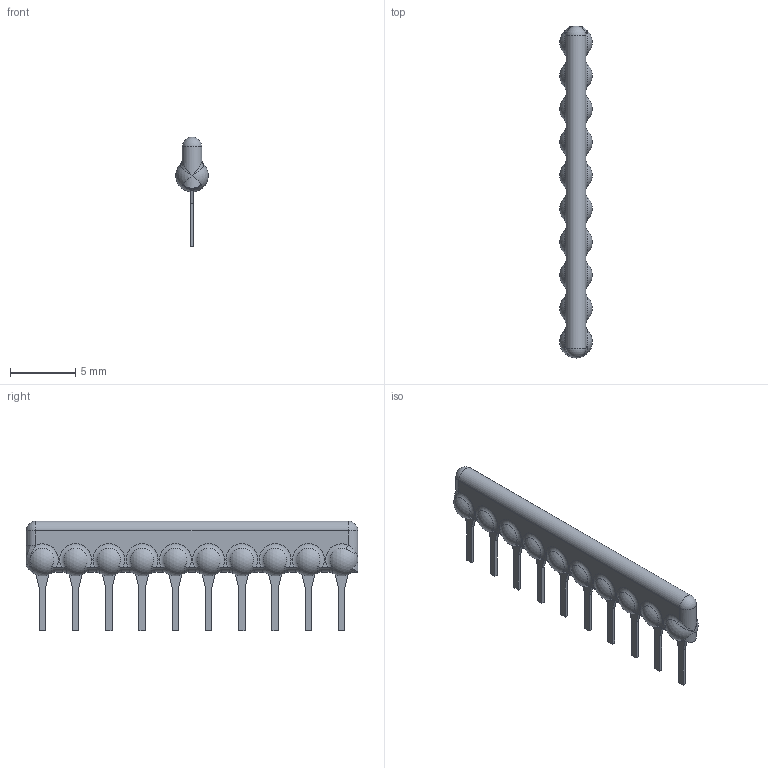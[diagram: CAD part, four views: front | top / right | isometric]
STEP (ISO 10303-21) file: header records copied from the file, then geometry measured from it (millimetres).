
FILE_DESCRIPTION((''),'2;1');
FILE_NAME('4614X','2012-08-22T',('ryans'),('Bourns, Inc.'),'PRO/ENGINEER BY PARAMETRIC TECHNOLOGY CORPORATION, 2010100','PRO/ENGINEER BY PARAMETRIC TECHNOLOGY CORPORATION, 2010100','');
FILE_SCHEMA(('CONFIG_CONTROL_DESIGN'));
Length unit declared in the file: millimetre
Products named in the file (1): 4614X
Bounding box: 2.48 x 25.35 x 8.38 mm (x, y, z)
Volume: 164.3 mm3; surface area: 365.7 mm2
Topology: 1 solids, 21 shells, 244 faces, 530 edges, 334 vertices
Faces by surface type: plane 113, torus 40, cone 40, cylinder 34, sphere 12, bspline 5
Entity records: 7367 total; most frequent: CARTESIAN_POINT 2174, ORIENTED_EDGE 1052, DIRECTION 1044, EDGE_CURVE 526, AXIS2_PLACEMENT_3D 410, VERTEX_POINT 334, EDGE_LOOP 254, FACE_OUTER_BOUND 244
